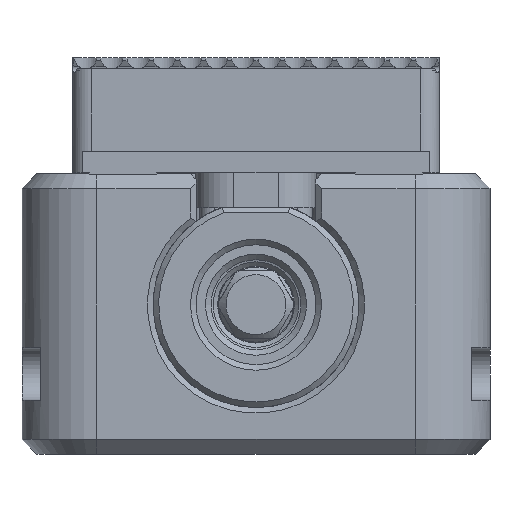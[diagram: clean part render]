
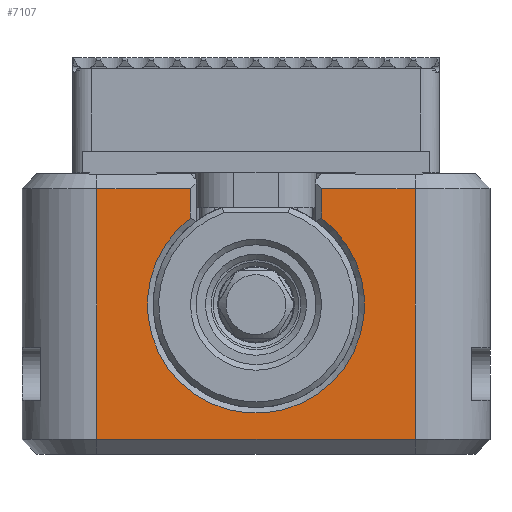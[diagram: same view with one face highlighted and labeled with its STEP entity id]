
A CAD part, left-side view. The second image highlights one B-rep face of the part: STEP entity #7107.
In plain terms, the highlighted planar face has unit normal (-1, 0, 0).
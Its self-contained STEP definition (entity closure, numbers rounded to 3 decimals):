
#7107=ADVANCED_FACE('',(#8113),#7601,.T.);
#7601=PLANE('',#19687);
#8113=FACE_OUTER_BOUND('',#8957,.T.);
#8957=EDGE_LOOP('',(#12831,#12832,#12833,#12834,#12835,#12836,#12837,#12838));
#9583=CIRCLE('',#19686,29.);
#12831=ORIENTED_EDGE('',*,*,#16298,.T.);
#12832=ORIENTED_EDGE('',*,*,#16299,.T.);
#12833=ORIENTED_EDGE('',*,*,#16300,.T.);
#12834=ORIENTED_EDGE('',*,*,#16301,.T.);
#12835=ORIENTED_EDGE('',*,*,#16302,.T.);
#12836=ORIENTED_EDGE('',*,*,#16289,.T.);
#12837=ORIENTED_EDGE('',*,*,#16303,.T.);
#12838=ORIENTED_EDGE('',*,*,#16304,.T.);
#14520=VERTEX_POINT('',#28486);
#14521=VERTEX_POINT('',#28488);
#14526=VERTEX_POINT('',#28504);
#14527=VERTEX_POINT('',#28505);
#14528=VERTEX_POINT('',#28507);
#14529=VERTEX_POINT('',#28509);
#14530=VERTEX_POINT('',#28511);
#14531=VERTEX_POINT('',#28514);
#16289=EDGE_CURVE('',#14521,#14520,#17351,.T.);
#16298=EDGE_CURVE('',#14526,#14527,#17354,.T.);
#16299=EDGE_CURVE('',#14527,#14528,#17355,.T.);
#16300=EDGE_CURVE('',#14528,#14529,#9583,.T.);
#16301=EDGE_CURVE('',#14529,#14530,#17356,.T.);
#16302=EDGE_CURVE('',#14530,#14521,#17357,.T.);
#16303=EDGE_CURVE('',#14520,#14531,#17358,.T.);
#16304=EDGE_CURVE('',#14531,#14526,#17359,.T.);
#17351=LINE('',#28487,#18335);
#17354=LINE('',#28503,#18338);
#17355=LINE('',#28506,#18339);
#17356=LINE('',#28510,#18340);
#17357=LINE('',#28512,#18341);
#17358=LINE('',#28513,#18342);
#17359=LINE('',#28515,#18343);
#18335=VECTOR('',#23149,1.);
#18338=VECTOR('',#23168,1.);
#18339=VECTOR('',#23169,1.);
#18340=VECTOR('',#23172,1.);
#18341=VECTOR('',#23173,1.);
#18342=VECTOR('',#23174,1.);
#18343=VECTOR('',#23175,1.);
#19686=AXIS2_PLACEMENT_3D('',#28508,#23170,#23171);
#19687=AXIS2_PLACEMENT_3D('',#28516,#23176,#23177);
#23149=DIRECTION('',(0.,0.,-1.));
#23168=DIRECTION('',(0.,1.,0.));
#23169=DIRECTION('',(0.,0.,-1.));
#23170=DIRECTION('',(1.,0.,0.));
#23171=DIRECTION('',(0.,0.,1.));
#23172=DIRECTION('',(0.,0.,1.));
#23173=DIRECTION('',(0.,1.,0.));
#23174=DIRECTION('',(0.,-1.,0.));
#23175=DIRECTION('',(0.,0.,1.));
#23176=DIRECTION('',(-1.,0.,0.));
#23177=DIRECTION('',(0.,0.,1.));
#28486=CARTESIAN_POINT('',(0.,105.,4.));
#28487=CARTESIAN_POINT('',(0.,105.,0.));
#28488=CARTESIAN_POINT('',(0.,105.,71.));
#28503=CARTESIAN_POINT('',(0.,62.5,71.));
#28504=CARTESIAN_POINT('',(0.,20.,71.));
#28505=CARTESIAN_POINT('',(0.,45.,71.));
#28506=CARTESIAN_POINT('',(0.,45.,62.366));
#28507=CARTESIAN_POINT('',(0.,45.,63.125));
#28508=CARTESIAN_POINT('',(0.,62.5,40.));
#28509=CARTESIAN_POINT('',(0.,80.,63.125));
#28510=CARTESIAN_POINT('',(0.,80.,71.));
#28511=CARTESIAN_POINT('',(0.,80.,71.));
#28512=CARTESIAN_POINT('',(0.,62.5,71.));
#28513=CARTESIAN_POINT('',(0.,62.5,4.));
#28514=CARTESIAN_POINT('',(0.,20.,4.));
#28515=CARTESIAN_POINT('',(0.,20.,0.));
#28516=CARTESIAN_POINT('',(0.,62.5,0.));
